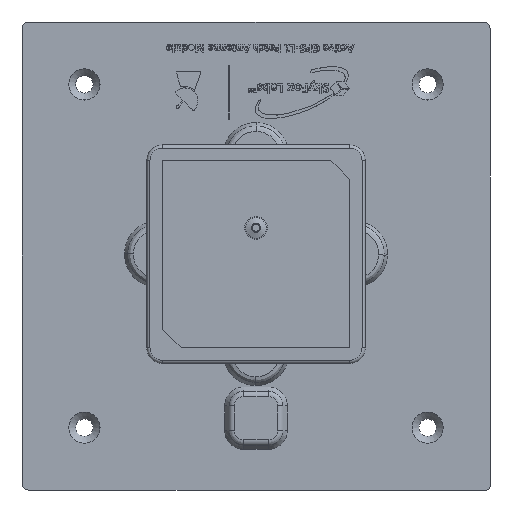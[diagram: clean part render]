
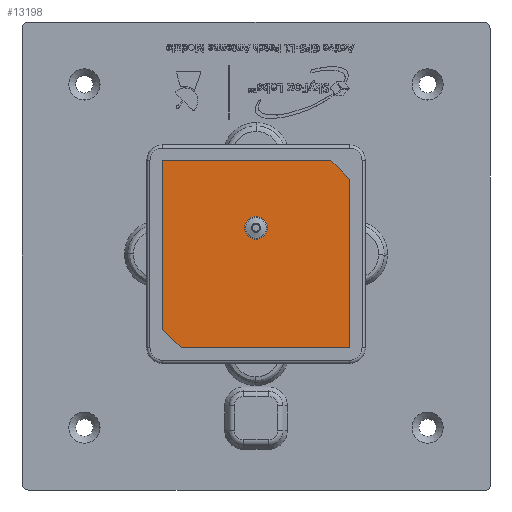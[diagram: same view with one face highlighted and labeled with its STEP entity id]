
A CAD part, left-side view. The second image highlights one B-rep face of the part: STEP entity #13198.
In plain terms, the highlighted face is planar.
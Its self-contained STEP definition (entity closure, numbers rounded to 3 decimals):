
#759=FACE_BOUND('',#5120,.T.);
#849=PLANE('',#14308);
#1433=LINE('',#18674,#2854);
#1434=LINE('',#18676,#2855);
#1435=LINE('',#18678,#2856);
#1436=LINE('',#18680,#2857);
#1437=LINE('',#18682,#2858);
#1438=LINE('',#18683,#2859);
#2854=VECTOR('',#15349,10.);
#2855=VECTOR('',#15350,10.);
#2856=VECTOR('',#15351,10.);
#2857=VECTOR('',#15352,10.);
#2858=VECTOR('',#15353,10.);
#2859=VECTOR('',#15354,10.);
#4331=FACE_OUTER_BOUND('',#5119,.T.);
#5119=EDGE_LOOP('',(#9505,#9506,#9507,#9508,#9509,#9510));
#5120=EDGE_LOOP('',(#9511));
#5978=CIRCLE('',#14305,1.838);
#6252=VERTEX_POINT('',#18658);
#6255=VERTEX_POINT('',#18672);
#6256=VERTEX_POINT('',#18673);
#6257=VERTEX_POINT('',#18675);
#6258=VERTEX_POINT('',#18677);
#6259=VERTEX_POINT('',#18679);
#6260=VERTEX_POINT('',#18681);
#7532=EDGE_CURVE('',#6252,#6252,#5978,.T.);
#7535=EDGE_CURVE('',#6255,#6256,#1433,.T.);
#7536=EDGE_CURVE('',#6256,#6257,#1434,.T.);
#7537=EDGE_CURVE('',#6257,#6258,#1435,.T.);
#7538=EDGE_CURVE('',#6258,#6259,#1436,.T.);
#7539=EDGE_CURVE('',#6259,#6260,#1437,.T.);
#7540=EDGE_CURVE('',#6260,#6255,#1438,.T.);
#9505=ORIENTED_EDGE('',*,*,#7535,.T.);
#9506=ORIENTED_EDGE('',*,*,#7536,.T.);
#9507=ORIENTED_EDGE('',*,*,#7537,.T.);
#9508=ORIENTED_EDGE('',*,*,#7538,.T.);
#9509=ORIENTED_EDGE('',*,*,#7539,.T.);
#9510=ORIENTED_EDGE('',*,*,#7540,.T.);
#9511=ORIENTED_EDGE('',*,*,#7532,.F.);
#13198=ADVANCED_FACE('',(#4331,#759),#849,.T.);
#14305=AXIS2_PLACEMENT_3D('',#18666,#15340,#15341);
#14308=AXIS2_PLACEMENT_3D('',#18671,#15347,#15348);
#15340=DIRECTION('center_axis',(1.,0.,0.));
#15341=DIRECTION('ref_axis',(0.,0.,1.));
#15347=DIRECTION('center_axis',(1.,0.,0.));
#15348=DIRECTION('ref_axis',(0.,0.,-1.));
#15349=DIRECTION('',(0.,1.,0.));
#15350=DIRECTION('',(0.,0.,1.));
#15351=DIRECTION('',(0.,-0.707,0.707));
#15352=DIRECTION('',(0.,-1.,0.));
#15353=DIRECTION('',(0.,0.,-1.));
#15354=DIRECTION('',(0.,0.707,-0.707));
#18658=CARTESIAN_POINT('',(0.1,49.,42.962));
#18666=CARTESIAN_POINT('Origin',(0.1,49.,44.8));
#18671=CARTESIAN_POINT('Origin',(0.1,49.,49.));
#18672=CARTESIAN_POINT('',(0.1,37.,34.));
#18673=CARTESIAN_POINT('',(0.1,64.,34.));
#18674=CARTESIAN_POINT('',(0.1,37.,34.));
#18675=CARTESIAN_POINT('',(0.1,64.,61.));
#18676=CARTESIAN_POINT('',(0.1,64.,34.));
#18677=CARTESIAN_POINT('',(0.1,61.,64.));
#18678=CARTESIAN_POINT('',(0.1,64.,61.));
#18679=CARTESIAN_POINT('',(0.1,34.,64.));
#18680=CARTESIAN_POINT('',(0.1,61.,64.));
#18681=CARTESIAN_POINT('',(0.1,34.,37.));
#18682=CARTESIAN_POINT('',(0.1,34.,64.));
#18683=CARTESIAN_POINT('',(0.1,34.,37.));
